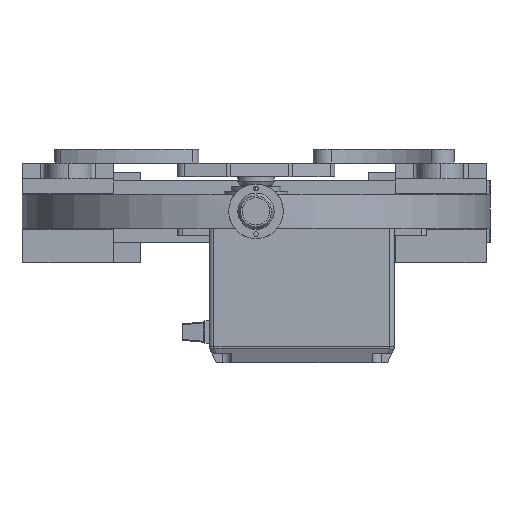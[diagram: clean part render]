
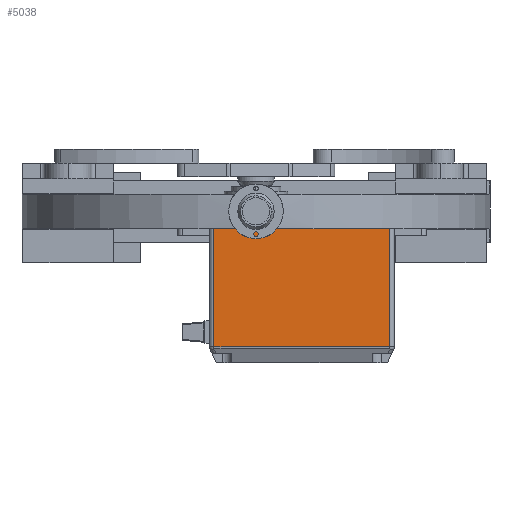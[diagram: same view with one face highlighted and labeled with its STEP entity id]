
A CAD part, front view. The second image highlights one B-rep face of the part: STEP entity #5038.
In plain terms, the highlighted face is planar.
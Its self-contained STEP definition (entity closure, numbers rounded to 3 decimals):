
#225 = CARTESIAN_POINT ( 'NONE',  ( -19.35, 17.5, -10.25 ) ) ;
#238 = CARTESIAN_POINT ( 'NONE',  ( -19.35, -14.062, -10.25 ) ) ;
#534 = LINE ( 'NONE', #5425, #4656 ) ;
#810 = DIRECTION ( 'NONE',  ( -1., 0., 0. ) ) ;
#813 = ORIENTED_EDGE ( 'NONE', *, *, #2062, .F. ) ;
#826 = CARTESIAN_POINT ( 'NONE',  ( 0., -14.062, -10.25 ) ) ;
#1088 = ORIENTED_EDGE ( 'NONE', *, *, #8006, .T. ) ;
#1444 = CARTESIAN_POINT ( 'NONE',  ( -19.35, 17.5, -10.25 ) ) ;
#1611 = CARTESIAN_POINT ( 'NONE',  ( 19.35, 17.5, -10.25 ) ) ;
#2062 = EDGE_CURVE ( 'NONE', #4416, #9512, #3468, .T. ) ;
#2591 = LINE ( 'NONE', #1444, #4827 ) ;
#2946 = FACE_OUTER_BOUND ( 'NONE', #9573, .T. ) ;
#3468 = LINE ( 'NONE', #6598, #7615 ) ;
#3645 = VERTEX_POINT ( 'NONE', #9638 ) ;
#4416 = VERTEX_POINT ( 'NONE', #1611 ) ;
#4511 = CARTESIAN_POINT ( 'NONE',  ( 0., 0., -10.25 ) ) ;
#4656 = VECTOR ( 'NONE', #6266, 1000. ) ;
#4827 = VECTOR ( 'NONE', #6389, 1000. ) ;
#5038 = ADVANCED_FACE ( 'NONE', ( #2946 ), #9872, .T. ) ;
#5077 = EDGE_CURVE ( 'NONE', #4416, #3645, #534, .T. ) ;
#5343 = DIRECTION ( 'NONE',  ( -1., 0., 0. ) ) ;
#5425 = CARTESIAN_POINT ( 'NONE',  ( 19.35, -14.283, -10.25 ) ) ;
#5781 = DIRECTION ( 'NONE',  ( -1., 0., 0. ) ) ;
#6213 = AXIS2_PLACEMENT_3D ( 'NONE', #4511, #10281, #5343 ) ;
#6266 = DIRECTION ( 'NONE',  ( 0., -1., 0. ) ) ;
#6389 = DIRECTION ( 'NONE',  ( 0., 1., 0. ) ) ;
#6598 = CARTESIAN_POINT ( 'NONE',  ( -20.35, 17.5, -10.25 ) ) ;
#7026 = EDGE_CURVE ( 'NONE', #8953, #9512, #2591, .T. ) ;
#7615 = VECTOR ( 'NONE', #810, 1000. ) ;
#7961 = ORIENTED_EDGE ( 'NONE', *, *, #7026, .T. ) ;
#8006 = EDGE_CURVE ( 'NONE', #3645, #8953, #8234, .T. ) ;
#8234 = LINE ( 'NONE', #826, #10443 ) ;
#8953 = VERTEX_POINT ( 'NONE', #238 ) ;
#9512 = VERTEX_POINT ( 'NONE', #225 ) ;
#9573 = EDGE_LOOP ( 'NONE', ( #813, #9790, #1088, #7961 ) ) ;
#9638 = CARTESIAN_POINT ( 'NONE',  ( 19.35, -14.062, -10.25 ) ) ;
#9790 = ORIENTED_EDGE ( 'NONE', *, *, #5077, .T. ) ;
#9872 = PLANE ( 'NONE',  #6213 ) ;
#10281 = DIRECTION ( 'NONE',  ( 0., 0., -1. ) ) ;
#10443 = VECTOR ( 'NONE', #5781, 1000. ) ;
